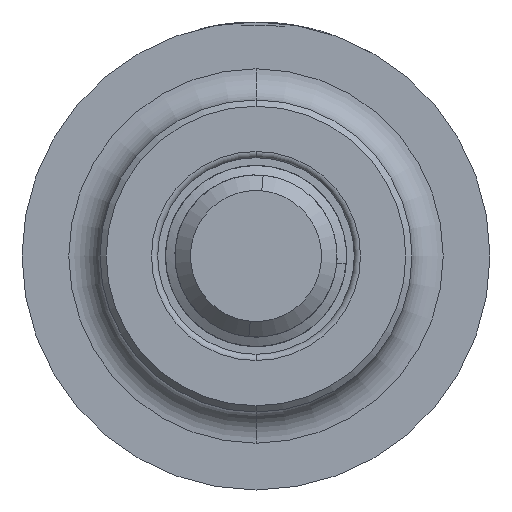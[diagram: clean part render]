
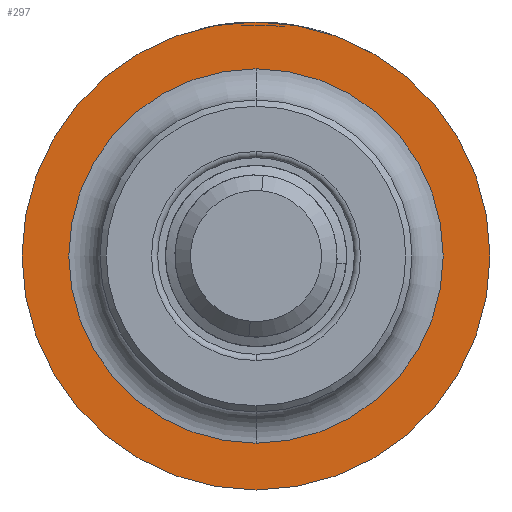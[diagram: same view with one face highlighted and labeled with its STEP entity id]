
A CAD part, front view. The second image highlights one B-rep face of the part: STEP entity #297.
In plain terms, the highlighted planar face has unit normal (0, -1, 0).
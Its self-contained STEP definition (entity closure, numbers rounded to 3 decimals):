
#19 = EDGE_CURVE ( 'NONE', #364, #1789, #1748, .T. ) ;
#164 = EDGE_CURVE ( 'NONE', #1305, #4046, #367, .T. ) ;
#297 = ADVANCED_FACE ( 'NONE', ( #1497, #3710 ), #4596, .T. ) ;
#364 = VERTEX_POINT ( 'NONE', #4080 ) ;
#367 = CIRCLE ( 'NONE', #5184, 6. ) ;
#577 = AXIS2_PLACEMENT_3D ( 'NONE', #2855, #2371, #5931 ) ;
#650 = DIRECTION ( 'NONE',  ( 0., 0., -1. ) ) ;
#754 = DIRECTION ( 'NONE',  ( 0., 0., -1. ) ) ;
#907 = ORIENTED_EDGE ( 'NONE', *, *, #4927, .F. ) ;
#1006 = CARTESIAN_POINT ( 'NONE',  ( 0., 12.42, -6. ) ) ;
#1083 = EDGE_LOOP ( 'NONE', ( #907, #2589 ) ) ;
#1305 = VERTEX_POINT ( 'NONE', #3254 ) ;
#1497 = FACE_OUTER_BOUND ( 'NONE', #6505, .T. ) ;
#1666 = CARTESIAN_POINT ( 'NONE',  ( 0., 12.42, 0. ) ) ;
#1748 = CIRCLE ( 'NONE', #5659, 7.5 ) ;
#1789 = VERTEX_POINT ( 'NONE', #4157 ) ;
#2143 = DIRECTION ( 'NONE',  ( 0., -1., 0. ) ) ;
#2304 = DIRECTION ( 'NONE',  ( 0., -1., 0. ) ) ;
#2371 = DIRECTION ( 'NONE',  ( 0., -1., 0. ) ) ;
#2521 = CARTESIAN_POINT ( 'NONE',  ( 6., 12.42, 0. ) ) ;
#2589 = ORIENTED_EDGE ( 'NONE', *, *, #164, .F. ) ;
#2855 = CARTESIAN_POINT ( 'NONE',  ( 0., 12.42, 0. ) ) ;
#2877 = CARTESIAN_POINT ( 'NONE',  ( 0., 12.42, 0. ) ) ;
#2956 = ORIENTED_EDGE ( 'NONE', *, *, #19, .T. ) ;
#3254 = CARTESIAN_POINT ( 'NONE',  ( 0., 12.42, 6. ) ) ;
#3361 = EDGE_CURVE ( 'NONE', #1789, #364, #3396, .T. ) ;
#3396 = CIRCLE ( 'NONE', #577, 7.5 ) ;
#3550 = DIRECTION ( 'NONE',  ( 0., 0., -1. ) ) ;
#3710 = FACE_BOUND ( 'NONE', #1083, .T. ) ;
#3767 = DIRECTION ( 'NONE',  ( 0., -1., 0. ) ) ;
#4046 = VERTEX_POINT ( 'NONE', #1006 ) ;
#4080 = CARTESIAN_POINT ( 'NONE',  ( 0., 12.42, -7.5 ) ) ;
#4157 = CARTESIAN_POINT ( 'NONE',  ( 0., 12.42, 7.5 ) ) ;
#4247 = CIRCLE ( 'NONE', #6710, 6. ) ;
#4283 = ORIENTED_EDGE ( 'NONE', *, *, #3361, .T. ) ;
#4596 = PLANE ( 'NONE',  #6701 ) ;
#4927 = EDGE_CURVE ( 'NONE', #4046, #1305, #4247, .T. ) ;
#5184 = AXIS2_PLACEMENT_3D ( 'NONE', #2877, #3767, #650 ) ;
#5412 = CARTESIAN_POINT ( 'NONE',  ( 0., 12.42, 0. ) ) ;
#5659 = AXIS2_PLACEMENT_3D ( 'NONE', #5412, #2304, #754 ) ;
#5931 = DIRECTION ( 'NONE',  ( 0., 0., -1. ) ) ;
#6320 = DIRECTION ( 'NONE',  ( 0., 0., -1. ) ) ;
#6505 = EDGE_LOOP ( 'NONE', ( #2956, #4283 ) ) ;
#6607 = DIRECTION ( 'NONE',  ( 0., -1., 0. ) ) ;
#6701 = AXIS2_PLACEMENT_3D ( 'NONE', #2521, #6607, #3550 ) ;
#6710 = AXIS2_PLACEMENT_3D ( 'NONE', #1666, #2143, #6320 ) ;
